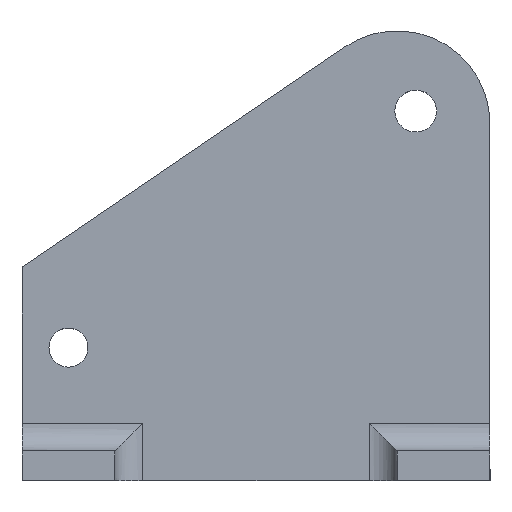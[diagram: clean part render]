
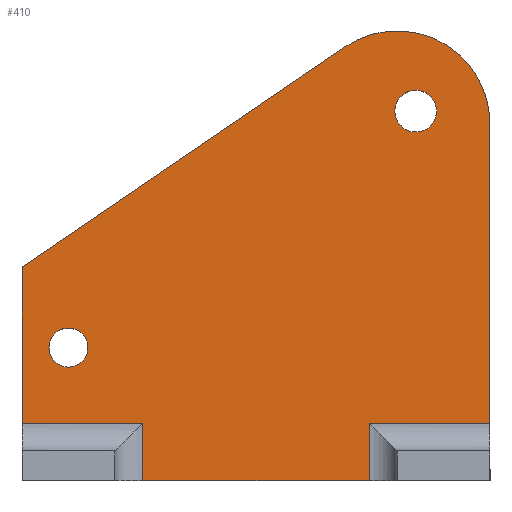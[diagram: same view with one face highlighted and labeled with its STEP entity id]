
A CAD part, top view. The second image highlights one B-rep face of the part: STEP entity #410.
In plain terms, the highlighted planar face has unit normal (0, 0, 1).
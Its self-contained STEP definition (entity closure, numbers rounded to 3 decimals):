
#15=FACE_BOUND('',#60,.T.);
#16=FACE_BOUND('',#61,.T.);
#23=PLANE('',#457);
#37=FACE_OUTER_BOUND('',#59,.T.);
#59=EDGE_LOOP('',(#288,#289,#290,#291,#292,#293,#294,#295,#296,#297,#298));
#60=EDGE_LOOP('',(#299));
#61=EDGE_LOOP('',(#300));
#89=CIRCLE('',#458,10.);
#90=CIRCLE('',#459,2.25);
#91=CIRCLE('',#460,2.1);
#102=LINE('',#618,#144);
#104=LINE('',#624,#146);
#105=LINE('',#626,#147);
#106=LINE('',#628,#148);
#107=LINE('',#630,#149);
#108=LINE('',#634,#150);
#109=LINE('',#636,#151);
#110=LINE('',#638,#152);
#111=LINE('',#640,#153);
#112=LINE('',#641,#154);
#144=VECTOR('',#498,10.);
#146=VECTOR('',#504,10.);
#147=VECTOR('',#505,10.);
#148=VECTOR('',#506,10.);
#149=VECTOR('',#507,10.);
#150=VECTOR('',#510,10.);
#151=VECTOR('',#511,10.);
#152=VECTOR('',#512,10.);
#153=VECTOR('',#513,10.);
#154=VECTOR('',#514,10.);
#189=VERTEX_POINT('',#615);
#190=VERTEX_POINT('',#617);
#192=VERTEX_POINT('',#623);
#193=VERTEX_POINT('',#625);
#194=VERTEX_POINT('',#627);
#195=VERTEX_POINT('',#629);
#196=VERTEX_POINT('',#631);
#197=VERTEX_POINT('',#633);
#198=VERTEX_POINT('',#635);
#199=VERTEX_POINT('',#637);
#200=VERTEX_POINT('',#639);
#201=VERTEX_POINT('',#642);
#202=VERTEX_POINT('',#644);
#227=EDGE_CURVE('',#189,#190,#102,.T.);
#230=EDGE_CURVE('',#192,#189,#104,.T.);
#231=EDGE_CURVE('',#192,#193,#105,.T.);
#232=EDGE_CURVE('',#193,#194,#106,.T.);
#233=EDGE_CURVE('',#194,#195,#107,.T.);
#234=EDGE_CURVE('',#195,#196,#89,.T.);
#235=EDGE_CURVE('',#196,#197,#108,.T.);
#236=EDGE_CURVE('',#197,#198,#109,.T.);
#237=EDGE_CURVE('',#199,#198,#110,.T.);
#238=EDGE_CURVE('',#200,#199,#111,.T.);
#239=EDGE_CURVE('',#200,#190,#112,.T.);
#240=EDGE_CURVE('',#201,#201,#90,.T.);
#241=EDGE_CURVE('',#202,#202,#91,.T.);
#288=ORIENTED_EDGE('',*,*,#227,.F.);
#289=ORIENTED_EDGE('',*,*,#230,.F.);
#290=ORIENTED_EDGE('',*,*,#231,.T.);
#291=ORIENTED_EDGE('',*,*,#232,.T.);
#292=ORIENTED_EDGE('',*,*,#233,.T.);
#293=ORIENTED_EDGE('',*,*,#234,.T.);
#294=ORIENTED_EDGE('',*,*,#235,.T.);
#295=ORIENTED_EDGE('',*,*,#236,.T.);
#296=ORIENTED_EDGE('',*,*,#237,.F.);
#297=ORIENTED_EDGE('',*,*,#238,.F.);
#298=ORIENTED_EDGE('',*,*,#239,.T.);
#299=ORIENTED_EDGE('',*,*,#240,.T.);
#300=ORIENTED_EDGE('',*,*,#241,.T.);
#410=ADVANCED_FACE('',(#37,#15,#16),#23,.T.);
#457=AXIS2_PLACEMENT_3D('',#622,#502,#503);
#458=AXIS2_PLACEMENT_3D('',#632,#508,#509);
#459=AXIS2_PLACEMENT_3D('',#643,#515,#516);
#460=AXIS2_PLACEMENT_3D('',#645,#517,#518);
#498=DIRECTION('',(0.,-1.,0.));
#502=DIRECTION('center_axis',(0.,0.,1.));
#503=DIRECTION('ref_axis',(1.,0.,0.));
#504=DIRECTION('',(-1.,0.,0.));
#505=DIRECTION('',(0.,-1.,0.));
#506=DIRECTION('',(1.,0.,0.));
#507=DIRECTION('',(0.,1.,0.));
#508=DIRECTION('center_axis',(0.,0.,1.));
#509=DIRECTION('ref_axis',(1.,0.,0.));
#510=DIRECTION('',(-0.827,-0.563,0.));
#511=DIRECTION('',(0.,-1.,0.));
#512=DIRECTION('',(-1.,0.,0.));
#513=DIRECTION('',(0.,1.,0.));
#514=DIRECTION('',(1.,0.,0.));
#515=DIRECTION('center_axis',(0.,0.,-1.));
#516=DIRECTION('ref_axis',(-1.,0.,0.));
#517=DIRECTION('center_axis',(0.,0.,-1.));
#518=DIRECTION('ref_axis',(-1.,0.,0.));
#615=CARTESIAN_POINT('',(32.404,-8.15,3.2));
#617=CARTESIAN_POINT('',(32.404,-14.35,3.2));
#618=CARTESIAN_POINT('',(32.404,-9.013,3.2));
#622=CARTESIAN_POINT('Origin',(0.,-3.675,3.2));
#623=CARTESIAN_POINT('',(45.404,-8.15,3.2));
#624=CARTESIAN_POINT('',(17.702,-8.15,3.2));
#625=CARTESIAN_POINT('',(45.404,-14.35,3.2));
#626=CARTESIAN_POINT('',(45.404,-7.413,3.2));
#627=CARTESIAN_POINT('',(45.405,-14.35,3.2));
#628=CARTESIAN_POINT('',(-5.,-14.35,3.2));
#629=CARTESIAN_POINT('',(45.405,24.111,3.2));
#630=CARTESIAN_POINT('',(45.405,-14.35,3.2));
#631=CARTESIAN_POINT('',(29.776,32.377,3.2));
#632=CARTESIAN_POINT('Origin',(35.405,24.111,3.2));
#633=CARTESIAN_POINT('',(-5.,8.694,3.2));
#634=CARTESIAN_POINT('',(29.776,32.377,3.2));
#635=CARTESIAN_POINT('',(-5.,-8.15,3.2));
#636=CARTESIAN_POINT('',(-5.,8.694,3.2));
#637=CARTESIAN_POINT('',(8.,-8.15,3.2));
#638=CARTESIAN_POINT('',(2.5,-8.15,3.2));
#639=CARTESIAN_POINT('',(8.,-14.35,3.2));
#640=CARTESIAN_POINT('',(8.,-9.013,3.2));
#641=CARTESIAN_POINT('',(-5.,-14.35,3.2));
#642=CARTESIAN_POINT('',(39.655,25.473,3.2));
#643=CARTESIAN_POINT('Origin',(37.405,25.473,3.2));
#644=CARTESIAN_POINT('',(2.1,0.,3.2));
#645=CARTESIAN_POINT('Origin',(0.,0.,3.2));
